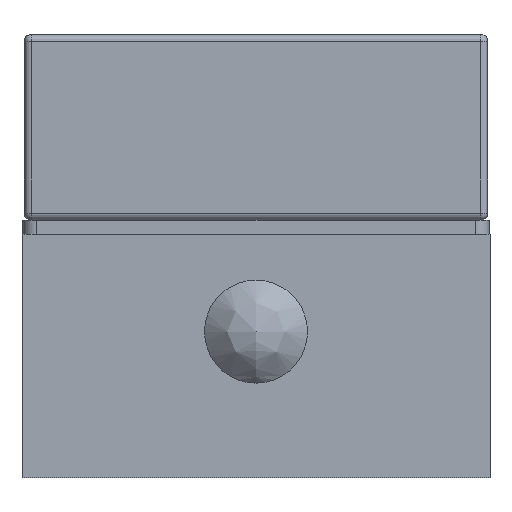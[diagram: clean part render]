
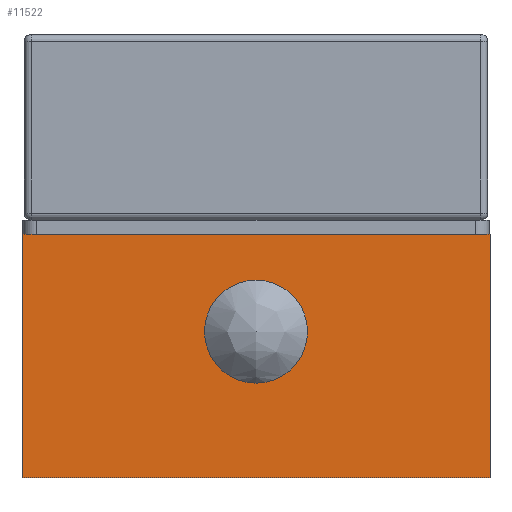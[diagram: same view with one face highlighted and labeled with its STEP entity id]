
A CAD part, front view. The second image highlights one B-rep face of the part: STEP entity #11522.
In plain terms, the highlighted planar face has unit normal (0, -1, 0).
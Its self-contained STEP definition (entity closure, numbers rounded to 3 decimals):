
#216=CARTESIAN_POINT('',(0.0,-199.96,42.2));
#217=VERTEX_POINT('',#216);
#218=CARTESIAN_POINT('',(0.,-199.96,31.2));
#219=DIRECTION('',(0.0,1.0,0.0));
#220=DIRECTION('',(0.0,0.0,1.0));
#221=AXIS2_PLACEMENT_3D('',#218,#219,#220);
#222=CIRCLE('',#221,11.);
#223=EDGE_CURVE('',#217,#217,#222,.T.);
#3977=CARTESIAN_POINT('',(49.98,-199.96,52.0));
#3978=VERTEX_POINT('',#3977);
#3985=CARTESIAN_POINT('',(49.98,-199.96,0.0));
#3986=VERTEX_POINT('',#3985);
#3987=CARTESIAN_POINT('',(49.98,-199.96,0.0));
#3988=DIRECTION('',(0.0,0.0,1.0));
#3989=VECTOR('',#3988,52.0);
#3990=LINE('',#3987,#3989);
#3991=EDGE_CURVE('',#3986,#3978,#3990,.T.);
#10826=CARTESIAN_POINT('',(-49.98,-199.96,52.0));
#10827=VERTEX_POINT('',#10826);
#10834=CARTESIAN_POINT('',(49.98,-199.96,52.0));
#10835=DIRECTION('',(-1.0,0.0,0.0));
#10836=VECTOR('',#10835,99.96);
#10837=LINE('',#10834,#10836);
#10838=EDGE_CURVE('',#3978,#10827,#10837,.T.);
#11496=CARTESIAN_POINT('',(49.98,-199.96,0.0));
#11497=DIRECTION('',(0.0,-1.0,0.0));
#11498=DIRECTION('',(0.0,0.0,-1.0));
#11499=AXIS2_PLACEMENT_3D('',#11496,#11497,#11498);
#11500=PLANE('',#11499);
#11501=ORIENTED_EDGE('',*,*,#10838,.T.);
#11502=CARTESIAN_POINT('',(-49.98,-199.96,0.0));
#11503=VERTEX_POINT('',#11502);
#11504=CARTESIAN_POINT('',(-49.98,-199.96,0.0));
#11505=DIRECTION('',(0.0,0.0,1.0));
#11506=VECTOR('',#11505,52.0);
#11507=LINE('',#11504,#11506);
#11508=EDGE_CURVE('',#11503,#10827,#11507,.T.);
#11509=ORIENTED_EDGE('',*,*,#11508,.F.);
#11510=CARTESIAN_POINT('',(49.98,-199.96,0.0));
#11511=DIRECTION('',(-1.0,0.0,0.0));
#11512=VECTOR('',#11511,99.96);
#11513=LINE('',#11510,#11512);
#11514=EDGE_CURVE('',#3986,#11503,#11513,.T.);
#11515=ORIENTED_EDGE('',*,*,#11514,.F.);
#11516=ORIENTED_EDGE('',*,*,#3991,.T.);
#11517=EDGE_LOOP('',(#11501,#11509,#11515,#11516));
#11518=FACE_OUTER_BOUND('',#11517,.T.);
#11519=ORIENTED_EDGE('',*,*,#223,.T.);
#11520=EDGE_LOOP('',(#11519));
#11521=FACE_BOUND('',#11520,.T.);
#11522=ADVANCED_FACE('',(#11518,#11521),#11500,.T.);
